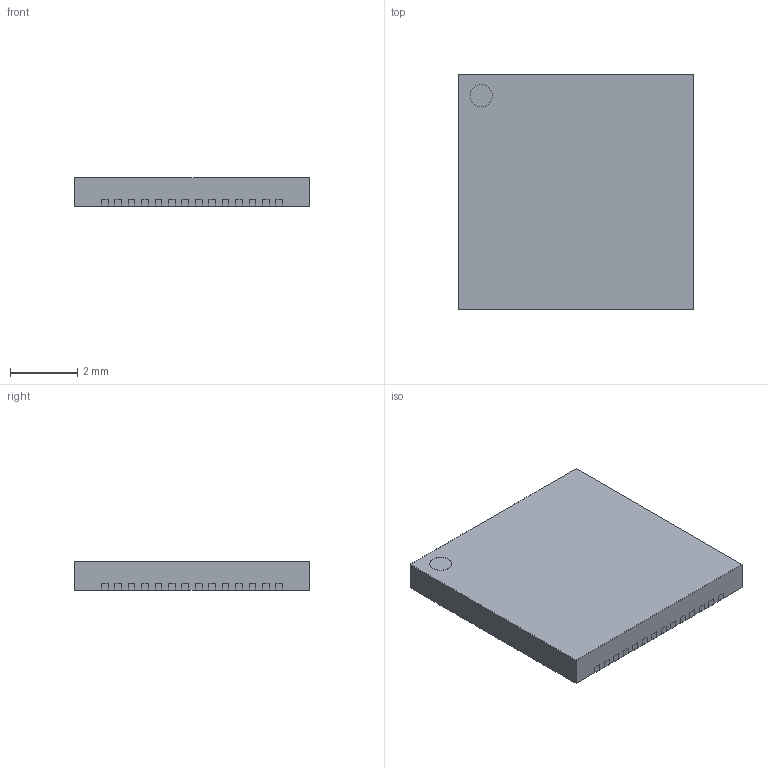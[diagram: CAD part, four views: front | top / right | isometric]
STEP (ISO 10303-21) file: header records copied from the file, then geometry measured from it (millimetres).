
FILE_DESCRIPTION (( 'STEP AP214' ), '1' );
FILE_NAME ('QFN-56_L7.0-W7.0-P0.40-TL-EP4.0.STEP', '2022-05-19T14:20:12', ( '微软用户' ), ( '微软中国' ), 'SwSTEP 2.0', 'SolidWorks 2020', '' );
FILE_SCHEMA (( 'AUTOMOTIVE_DESIGN' ));
Length unit declared in the file: millimetre
Products named in the file (1): QFN-56_L7.0-W7.0-P0.40-TL-EP4.0
Bounding box: 7 x 7 x 0.86 mm (x, y, z)
Volume: 41.8 mm3; surface area: 229.7 mm2
Topology: 115 solids, 115 shells, 1329 faces, 3270 edges, 2180 vertices
Faces by surface type: plane 968, cylinder 347, bspline 14
Entity records: 51642 total; most frequent: CARTESIAN_POINT 7578, DIRECTION 6568, ORIENTED_EDGE 6540, EDGE_CURVE 3270, VECTOR 2548, LINE 2548, VERTEX_POINT 2180, AXIS2_PLACEMENT_3D 2010
